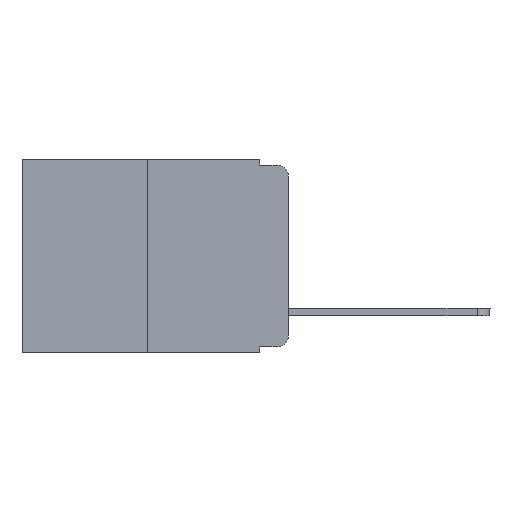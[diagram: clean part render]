
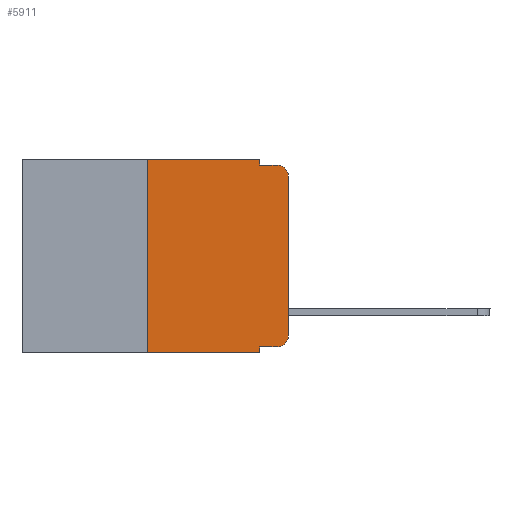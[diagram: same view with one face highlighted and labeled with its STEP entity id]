
A CAD part, left-side view. The second image highlights one B-rep face of the part: STEP entity #5911.
In plain terms, the highlighted planar face has unit normal (-1, 0, 0).
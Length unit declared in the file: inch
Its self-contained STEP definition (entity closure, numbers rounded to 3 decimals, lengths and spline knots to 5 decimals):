
#106 = ORIENTED_EDGE ( 'NONE', *, *, #16971, .F. ) ;
#119 = DIRECTION ( 'NONE',  ( 0., 0., -1. ) ) ;
#335 = FACE_OUTER_BOUND ( 'NONE', #18298, .T. ) ;
#963 = VERTEX_POINT ( 'NONE', #6021 ) ;
#992 = ORIENTED_EDGE ( 'NONE', *, *, #10700, .T. ) ;
#1168 = LINE ( 'NONE', #7526, #1738 ) ;
#1237 = ORIENTED_EDGE ( 'NONE', *, *, #20277, .F. ) ;
#1274 = CARTESIAN_POINT ( 'NONE',  ( 0., 0.051, 0. ) ) ;
#1515 = DIRECTION ( 'NONE',  ( 0., 0., -1. ) ) ;
#1683 = DIRECTION ( 'NONE',  ( 0., 0., 1. ) ) ;
#1720 = VECTOR ( 'NONE', #10030, 39.37008 ) ;
#1738 = VECTOR ( 'NONE', #13848, 39.37008 ) ;
#1892 = LINE ( 'NONE', #8457, #18668 ) ;
#2060 = ORIENTED_EDGE ( 'NONE', *, *, #16432, .T. ) ;
#2171 = VERTEX_POINT ( 'NONE', #11861 ) ;
#2435 = CIRCLE ( 'NONE', #20039, 0.02 ) ;
#2813 = CIRCLE ( 'NONE', #20422, 0.02 ) ;
#2989 = DIRECTION ( 'NONE',  ( 0., 0., -1. ) ) ;
#3307 = EDGE_CURVE ( 'NONE', #17727, #5168, #17396, .T. ) ;
#3488 = LINE ( 'NONE', #9920, #1720 ) ;
#3795 = CARTESIAN_POINT ( 'NONE',  ( 0., 0.473, 0. ) ) ;
#3829 = DIRECTION ( 'NONE',  ( 0., 0., 1. ) ) ;
#3938 = ORIENTED_EDGE ( 'NONE', *, *, #8320, .F. ) ;
#4314 = CARTESIAN_POINT ( 'NONE',  ( 0., 0.051, 0. ) ) ;
#5074 = LINE ( 'NONE', #11722, #9006 ) ;
#5155 = DIRECTION ( 'NONE',  ( 0., 0., -1. ) ) ;
#5168 = VERTEX_POINT ( 'NONE', #14564 ) ;
#5229 = CARTESIAN_POINT ( 'NONE',  ( 0., 0., -0.313 ) ) ;
#5674 = CARTESIAN_POINT ( 'NONE',  ( 0., 0.473, 0. ) ) ;
#5911 = ADVANCED_FACE ( 'NONE', ( #335 ), #7015, .F. ) ;
#6021 = CARTESIAN_POINT ( 'NONE',  ( 0., 0.051, -0.343 ) ) ;
#6097 = LINE ( 'NONE', #6398, #17427 ) ;
#6320 = ORIENTED_EDGE ( 'NONE', *, *, #11915, .F. ) ;
#6398 = CARTESIAN_POINT ( 'NONE',  ( 0., 0.051, -0.333 ) ) ;
#7015 = PLANE ( 'NONE',  #18255 ) ;
#7442 = LINE ( 'NONE', #5674, #14704 ) ;
#7455 = LINE ( 'NONE', #4314, #18656 ) ;
#7492 = VERTEX_POINT ( 'NONE', #10559 ) ;
#7526 = CARTESIAN_POINT ( 'NONE',  ( 0., 0.051, -0.01 ) ) ;
#8320 = EDGE_CURVE ( 'NONE', #17580, #963, #1892, .T. ) ;
#8457 = CARTESIAN_POINT ( 'NONE',  ( 0., 0.051, 0. ) ) ;
#9006 = VECTOR ( 'NONE', #3829, 39.37008 ) ;
#9652 = DIRECTION ( 'NONE',  ( -1., 0., 0. ) ) ;
#9920 = CARTESIAN_POINT ( 'NONE',  ( 0., 0.473, -0.343 ) ) ;
#10030 = DIRECTION ( 'NONE',  ( 0., -1., 0. ) ) ;
#10559 = CARTESIAN_POINT ( 'NONE',  ( 0., 0.051, -0.01 ) ) ;
#10700 = EDGE_CURVE ( 'NONE', #5168, #18853, #2435, .T. ) ;
#11051 = ORIENTED_EDGE ( 'NONE', *, *, #3307, .T. ) ;
#11204 = VERTEX_POINT ( 'NONE', #1274 ) ;
#11493 = VECTOR ( 'NONE', #1683, 39.37008 ) ;
#11722 = CARTESIAN_POINT ( 'NONE',  ( 0., 0.25, 0. ) ) ;
#11861 = CARTESIAN_POINT ( 'NONE',  ( 0., 0.25, -0.343 ) ) ;
#11915 = EDGE_CURVE ( 'NONE', #11204, #7492, #7455, .T. ) ;
#12110 = ORIENTED_EDGE ( 'NONE', *, *, #12159, .T. ) ;
#12159 = EDGE_CURVE ( 'NONE', #2171, #963, #3488, .T. ) ;
#12194 = CARTESIAN_POINT ( 'NONE',  ( 0., 0.051, -0.333 ) ) ;
#12309 = EDGE_CURVE ( 'NONE', #7492, #18853, #1168, .T. ) ;
#12391 = VERTEX_POINT ( 'NONE', #19047 ) ;
#12830 = CARTESIAN_POINT ( 'NONE',  ( 0., 0., 0. ) ) ;
#12939 = CARTESIAN_POINT ( 'NONE',  ( 0., 0.25, 0. ) ) ;
#13798 = CARTESIAN_POINT ( 'NONE',  ( 0., 0.02, -0.03 ) ) ;
#13848 = DIRECTION ( 'NONE',  ( 0., -1., 0. ) ) ;
#13956 = DIRECTION ( 'NONE',  ( 0., -1., 0. ) ) ;
#14564 = CARTESIAN_POINT ( 'NONE',  ( 0., 0., -0.03 ) ) ;
#14704 = VECTOR ( 'NONE', #13956, 39.37008 ) ;
#14847 = ORIENTED_EDGE ( 'NONE', *, *, #16036, .T. ) ;
#15612 = CARTESIAN_POINT ( 'NONE',  ( 0., 0.02, -0.01 ) ) ;
#15845 = DIRECTION ( 'NONE',  ( 0., -1., 0. ) ) ;
#16036 = EDGE_CURVE ( 'NONE', #17580, #12391, #6097, .T. ) ;
#16191 = ORIENTED_EDGE ( 'NONE', *, *, #12309, .F. ) ;
#16255 = DIRECTION ( 'NONE',  ( 1., 0., 0. ) ) ;
#16432 = EDGE_CURVE ( 'NONE', #12391, #17727, #2813, .T. ) ;
#16971 = EDGE_CURVE ( 'NONE', #2171, #18663, #5074, .T. ) ;
#16997 = DIRECTION ( 'NONE',  ( 0., 0., -1. ) ) ;
#17396 = LINE ( 'NONE', #12830, #11493 ) ;
#17427 = VECTOR ( 'NONE', #15845, 39.37008 ) ;
#17580 = VERTEX_POINT ( 'NONE', #12194 ) ;
#17727 = VERTEX_POINT ( 'NONE', #5229 ) ;
#18255 = AXIS2_PLACEMENT_3D ( 'NONE', #3795, #16255, #5155 ) ;
#18298 = EDGE_LOOP ( 'NONE', ( #11051, #992, #16191, #6320, #1237, #106, #12110, #3938, #14847, #2060 ) ) ;
#18656 = VECTOR ( 'NONE', #16997, 39.37008 ) ;
#18663 = VERTEX_POINT ( 'NONE', #12939 ) ;
#18668 = VECTOR ( 'NONE', #119, 39.37008 ) ;
#18853 = VERTEX_POINT ( 'NONE', #15612 ) ;
#18871 = DIRECTION ( 'NONE',  ( -1., 0., 0. ) ) ;
#19047 = CARTESIAN_POINT ( 'NONE',  ( 0., 0.02, -0.333 ) ) ;
#20039 = AXIS2_PLACEMENT_3D ( 'NONE', #13798, #18871, #1515 ) ;
#20277 = EDGE_CURVE ( 'NONE', #18663, #11204, #7442, .T. ) ;
#20422 = AXIS2_PLACEMENT_3D ( 'NONE', #20567, #9652, #2989 ) ;
#20567 = CARTESIAN_POINT ( 'NONE',  ( 0., 0.02, -0.313 ) ) ;
